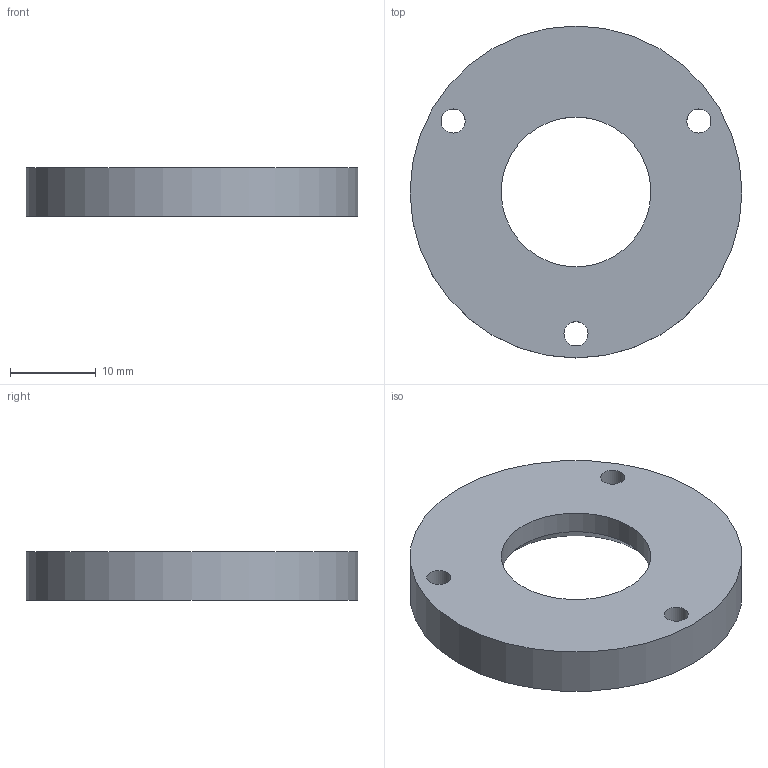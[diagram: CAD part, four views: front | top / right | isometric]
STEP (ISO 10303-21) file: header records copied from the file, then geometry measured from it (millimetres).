
FILE_DESCRIPTION(/* description */ (''),/* implementation_level */ '2;1');
FILE_NAME(/* name */ '50_ETL_Base_layer1_v0.ipt.step',/* time_stamp */ '2022-11-29T08:28:10+01:00',/* author */ ('diederichbenedict'),/* organization */ (''),/* preprocessor_version */ 'ST-DEVELOPER v18.1',/* originating_system */ 'Autodesk Inventor 2022',/* authorisation */ '');
FILE_SCHEMA (('AUTOMOTIVE_DESIGN { 1 0 10303 214 3 1 1 }'));
Length unit declared in the file: millimetre
Products named in the file (1): 50_ETL_Base_layer1_v0
Bounding box: 38.6 x 38.6 x 5.6 mm (x, y, z)
Volume: 4484.8 mm3; surface area: 3118 mm2
Topology: 1 solids, 1 shells, 11 faces, 22 edges, 14 vertices
Faces by surface type: cylinder 7, plane 3, cone 1
Full cylindrical faces by diameter (mm): 2.8 x3, 17.414 x1, 20 x1, 25 x1, 38.6 x1
Entity records: 351 total; most frequent: DIRECTION 60, CARTESIAN_POINT 48, ORIENTED_EDGE 44, AXIS2_PLACEMENT_3D 26, EDGE_CURVE 22, EDGE_LOOP 20, CIRCLE 14, VERTEX_POINT 14
